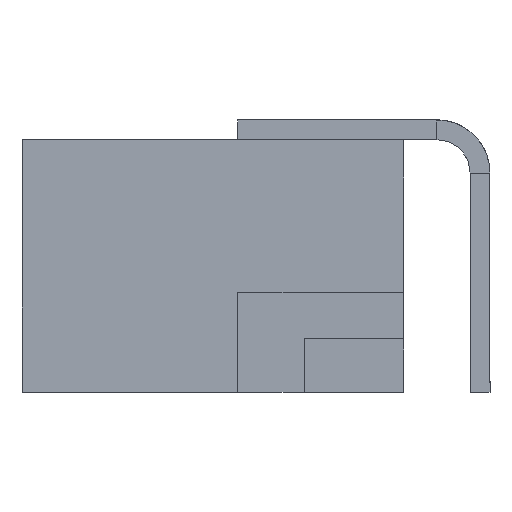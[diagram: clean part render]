
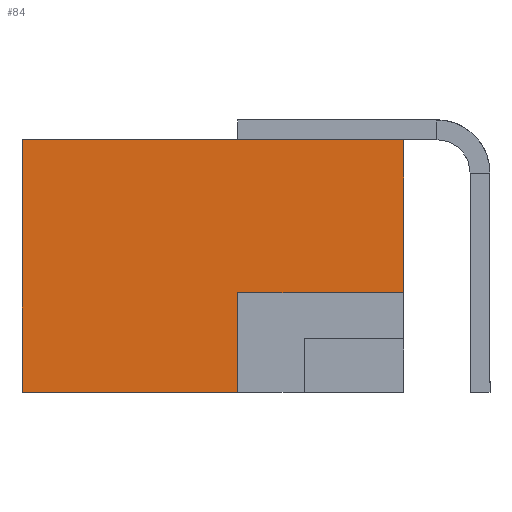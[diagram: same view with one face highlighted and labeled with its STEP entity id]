
A CAD part, left-side view. The second image highlights one B-rep face of the part: STEP entity #84.
In plain terms, the highlighted planar face has unit normal (-1, 0, 0).
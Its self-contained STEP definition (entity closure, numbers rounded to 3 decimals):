
#84=ADVANCED_FACE('',(#3190),#3192,.F.);
#3190=FACE_BOUND('',#3191,.T.);
#3191=EDGE_LOOP('',(#8312,#8313,#8314,#8315,#8316,#8317));
#3192=PLANE('',#3193);
#3193=AXIS2_PLACEMENT_3D('',#3194,#3195,#3196);
#3194=CARTESIAN_POINT('',(-5.4,2.875,1.9));
#3195=DIRECTION('',(1.,-0.,0.));
#3196=DIRECTION('',(0.,0.,-1.));
#8312=ORIENTED_EDGE('',*,*,#10187,.F.);
#8313=ORIENTED_EDGE('',*,*,#10178,.F.);
#8314=ORIENTED_EDGE('',*,*,#10188,.F.);
#8315=ORIENTED_EDGE('',*,*,#10189,.T.);
#8316=ORIENTED_EDGE('',*,*,#10190,.F.);
#8317=ORIENTED_EDGE('',*,*,#10191,.F.);
#10178=EDGE_CURVE('',#11135,#11137,#11138,.T.);
#10187=EDGE_CURVE('',#11137,#11153,#11154,.T.);
#10188=EDGE_CURVE('',#11155,#11135,#11156,.T.);
#10189=EDGE_CURVE('',#11155,#11157,#11158,.T.);
#10190=EDGE_CURVE('',#11159,#11157,#11160,.T.);
#10191=EDGE_CURVE('',#11153,#11159,#11161,.T.);
#11135=VERTEX_POINT('',#12731);
#11137=VERTEX_POINT('',#12735);
#11138=LINE('',#12736,#12737);
#11153=VERTEX_POINT('',#12769);
#11154=LINE('',#12770,#12771);
#11155=VERTEX_POINT('',#12773);
#11156=LINE('',#12774,#12775);
#11157=VERTEX_POINT('',#12777);
#11158=LINE('',#12778,#12779);
#11159=VERTEX_POINT('',#12781);
#11160=LINE('',#12782,#12783);
#11161=LINE('',#12785,#12786);
#12731=CARTESIAN_POINT('',(-5.4,2.875,1.9));
#12735=CARTESIAN_POINT('',(-5.4,-2.875,1.9));
#12736=CARTESIAN_POINT('',(-5.4,2.875,1.9));
#12737=VECTOR('',#12738,1.);
#12738=DIRECTION('',(0.,-1.,0.));
#12769=CARTESIAN_POINT('',(-5.4,-2.875,-0.4));
#12770=CARTESIAN_POINT('',(-5.4,-2.875,1.9));
#12771=VECTOR('',#12772,1.);
#12772=DIRECTION('',(0.,0.,-1.));
#12773=CARTESIAN_POINT('',(-5.4,2.875,-1.9));
#12774=CARTESIAN_POINT('',(-5.4,2.875,-1.9));
#12775=VECTOR('',#12776,1.);
#12776=DIRECTION('',(0.,0.,1.));
#12777=CARTESIAN_POINT('',(-5.4,-0.375,-1.9));
#12778=CARTESIAN_POINT('',(-5.4,2.875,-1.9));
#12779=VECTOR('',#12780,1.);
#12780=DIRECTION('',(0.,-1.,0.));
#12781=CARTESIAN_POINT('',(-5.4,-0.375,-0.4));
#12782=CARTESIAN_POINT('',(-5.4,-0.375,-0.4));
#12783=VECTOR('',#12784,1.);
#12784=DIRECTION('',(0.,0.,-1.));
#12785=CARTESIAN_POINT('',(-5.4,-2.875,-0.4));
#12786=VECTOR('',#12787,1.);
#12787=DIRECTION('',(0.,1.,0.));
